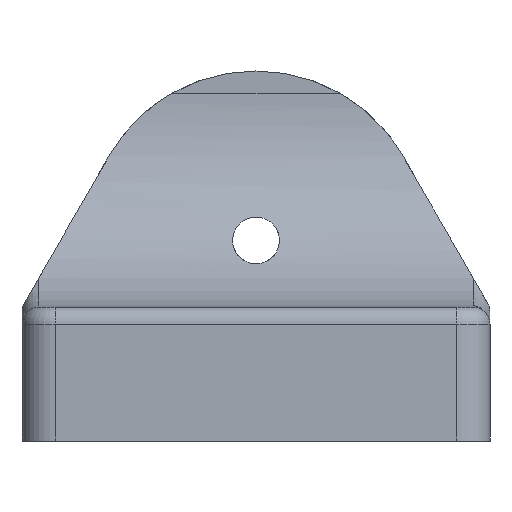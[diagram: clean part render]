
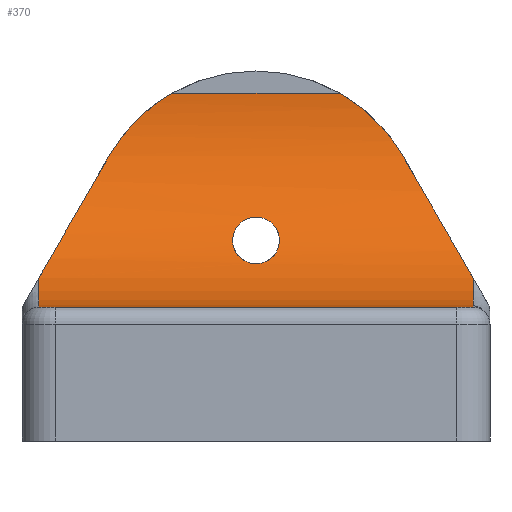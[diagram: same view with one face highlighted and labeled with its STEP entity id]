
A CAD part, front view. The second image highlights one B-rep face of the part: STEP entity #370.
In plain terms, the highlighted cylindrical face has radius 3.2 mm (diameter 6.4 mm), a partial arc.
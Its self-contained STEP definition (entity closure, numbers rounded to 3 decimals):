
#4 = CARTESIAN_POINT ( 'NONE',  ( 5.831, 897.799, 2.845 ) ) ;
#7 = EDGE_LOOP ( 'NONE', ( #898, #9, #706, #1020, #587, #338, #1167, #597 ) ) ;
#9 = ORIENTED_EDGE ( 'NONE', *, *, #89, .T. ) ;
#12 = CARTESIAN_POINT ( 'NONE',  ( 9.042, 898.055, 3.294 ) ) ;
#16 = CARTESIAN_POINT ( 'NONE',  ( 8.647, 898.054, 3.293 ) ) ;
#32 = CARTESIAN_POINT ( 'NONE',  ( 7.585, 898.684, 5.2 ) ) ;
#55 = CARTESIAN_POINT ( 'NONE',  ( 7.585, 898.684, 5.2 ) ) ;
#58 = CARTESIAN_POINT ( 'NONE',  ( 8.787, 897.417, 2.65 ) ) ;
#63 = EDGE_CURVE ( 'NONE', #606, #234, #620, .T. ) ;
#73 = AXIS2_PLACEMENT_3D ( 'NONE', #900, #1075, #1169 ) ;
#89 = EDGE_CURVE ( 'NONE', #664, #924, #864, .T. ) ;
#90 = CARTESIAN_POINT ( 'NONE',  ( 12.095, 897.094, 2.435 ) ) ;
#95 = CARTESIAN_POINT ( 'NONE',  ( 5.595, 897.094, 2.435 ) ) ;
#102 = AXIS2_PLACEMENT_3D ( 'NONE', #808, #636, #278 ) ;
#106 = CARTESIAN_POINT ( 'NONE',  ( 8.495, 897.808, 3. ) ) ;
#109 = EDGE_CURVE ( 'NONE', #191, #320, #846, .T. ) ;
#143 = CARTESIAN_POINT ( 'NONE',  ( 6.647, 898.544, 4.264 ) ) ;
#153 = VECTOR ( 'NONE', #179, 1000. ) ;
#179 = DIRECTION ( 'NONE',  ( 1., 0., 0. ) ) ;
#191 = VERTEX_POINT ( 'NONE', #371 ) ;
#209 = CARTESIAN_POINT ( 'NONE',  ( 6.647, 898.544, 4.264 ) ) ;
#211 = CARTESIAN_POINT ( 'NONE',  ( 8.609, 898.032, 3.263 ) ) ;
#228 = CARTESIAN_POINT ( 'NONE',  ( 10.796, 898.638, 4.633 ) ) ;
#234 = VERTEX_POINT ( 'NONE', #639 ) ;
#238 = EDGE_CURVE ( 'NONE', #191, #924, #1153, .T. ) ;
#240 = CARTESIAN_POINT ( 'NONE',  ( 11.042, 898.544, 4.264 ) ) ;
#243 = CARTESIAN_POINT ( 'NONE',  ( 9.083, 897.531, 2.74 ) ) ;
#245 = CARTESIAN_POINT ( 'NONE',  ( 6.891, 898.637, 4.631 ) ) ;
#257 = CARTESIAN_POINT ( 'NONE',  ( 8.958, 897.438, 2.665 ) ) ;
#278 = DIRECTION ( 'NONE',  ( 0., 1., 0. ) ) ;
#287 = CARTESIAN_POINT ( 'NONE',  ( 6.199, 898.306, 3.484 ) ) ;
#294 = VERTEX_POINT ( 'NONE', #746 ) ;
#300 =( BOUNDED_CURVE ( )  B_SPLINE_CURVE ( 3, ( #95, #4, #287, #209 ),
 .UNSPECIFIED., .F., .T. ) 
 B_SPLINE_CURVE_WITH_KNOTS ( ( 4, 4 ),
 ( 3.669, 4.416 ),
 .UNSPECIFIED. ) 
 CURVE ( )  GEOMETRIC_REPRESENTATION_ITEM ( )  RATIONAL_B_SPLINE_CURVE ( ( 1., 0.954, 0.954, 1. ) ) 
 REPRESENTATION_ITEM ( '' )  );
#320 = VERTEX_POINT ( 'NONE', #90 ) ;
#323 = EDGE_CURVE ( 'NONE', #664, #870, #300, .T. ) ;
#336 = CARTESIAN_POINT ( 'NONE',  ( 11.491, 898.306, 3.484 ) ) ;
#338 = ORIENTED_EDGE ( 'NONE', *, *, #383, .F. ) ;
#349 = CARTESIAN_POINT ( 'NONE',  ( 9.195, 897.808, 3. ) ) ;
#365 = CARTESIAN_POINT ( 'NONE',  ( 5.595, 897.094, 2.435 ) ) ;
#370 = ADVANCED_FACE ( 'NONE', ( #726, #470 ), #494, .F. ) ;
#371 = CARTESIAN_POINT ( 'NONE',  ( 12.095, 895.484, 2. ) ) ;
#383 = EDGE_CURVE ( 'NONE', #294, #1141, #1128, .T. ) ;
#391 = CARTESIAN_POINT ( 'NONE',  ( 9.169, 897.951, 3.159 ) ) ;
#396 = CARTESIAN_POINT ( 'NONE',  ( 6.647, 898.544, 4.264 ) ) ;
#407 = LINE ( 'NONE', #533, #153 ) ;
#423 = CARTESIAN_POINT ( 'NONE',  ( 12.095, 897.094, 2.435 ) ) ;
#470 = FACE_BOUND ( 'NONE', #541, .T. ) ;
#478 = CARTESIAN_POINT ( 'NONE',  ( 9.195, 897.808, 3. ) ) ;
#480 = CARTESIAN_POINT ( 'NONE',  ( 10.932, 898.602, 4.454 ) ) ;
#481 = B_SPLINE_CURVE_WITH_KNOTS ( 'NONE', 3,
 ( #143, #598, #245, #613, #885, #55 ),
 .UNSPECIFIED., .F., .F.,
 ( 4, 2, 4 ),
 ( 0., 0.001, 0.001 ),
 .UNSPECIFIED. ) ;
#494 = CYLINDRICAL_SURFACE ( 'NONE', #572, 3.2 ) ;
#498 = VERTEX_POINT ( 'NONE', #32 ) ;
#515 = CARTESIAN_POINT ( 'NONE',  ( 8.495, 897.73, 2.917 ) ) ;
#533 = CARTESIAN_POINT ( 'NONE',  ( 12.345, 898.684, 5.2 ) ) ;
#541 = EDGE_LOOP ( 'NONE', ( #867, #1195 ) ) ;
#567 = CARTESIAN_POINT ( 'NONE',  ( 8.897, 898.095, 3.35 ) ) ;
#572 = AXIS2_PLACEMENT_3D ( 'NONE', #858, #961, #865 ) ;
#578 = EDGE_CURVE ( 'NONE', #870, #498, #481, .T. ) ;
#587 = ORIENTED_EDGE ( 'NONE', *, *, #608, .F. ) ;
#597 = ORIENTED_EDGE ( 'NONE', *, *, #578, .F. ) ;
#598 = CARTESIAN_POINT ( 'NONE',  ( 6.757, 898.603, 4.455 ) ) ;
#606 = VERTEX_POINT ( 'NONE', #349 ) ;
#608 = EDGE_CURVE ( 'NONE', #1141, #320, #1146, .T. ) ;
#609 = CARTESIAN_POINT ( 'NONE',  ( 5.595, 895.484, 2. ) ) ;
#613 = CARTESIAN_POINT ( 'NONE',  ( 7.208, 898.678, 4.949 ) ) ;
#616 = CARTESIAN_POINT ( 'NONE',  ( 8.523, 897.645, 2.838 ) ) ;
#620 = B_SPLINE_CURVE_WITH_KNOTS ( 'NONE', 3,
 ( #1176, #987, #698, #243, #1071, #257, #795, #58, #993, #985, #884, #616, #515, #977 ),
 .UNSPECIFIED., .F., .F.,
 ( 4, 2, 2, 2, 2, 2, 4 ),
 ( 0., 0.001, 0.001, 0.001, 0.001, 0.001, 0.002 ),
 .UNSPECIFIED. ) ;
#636 = DIRECTION ( 'NONE',  ( 1., 0., 0. ) ) ;
#639 = CARTESIAN_POINT ( 'NONE',  ( 8.495, 897.808, 3. ) ) ;
#664 = VERTEX_POINT ( 'NONE', #365 ) ;
#698 = CARTESIAN_POINT ( 'NONE',  ( 9.167, 897.646, 2.838 ) ) ;
#706 = ORIENTED_EDGE ( 'NONE', *, *, #238, .F. ) ;
#707 = EDGE_CURVE ( 'NONE', #498, #294, #407, .T. ) ;
#726 = FACE_OUTER_BOUND ( 'NONE', #7, .T. ) ;
#742 = VECTOR ( 'NONE', #1109, 1000. ) ;
#746 = CARTESIAN_POINT ( 'NONE',  ( 10.104, 898.684, 5.2 ) ) ;
#751 = CARTESIAN_POINT ( 'NONE',  ( 8.95, 898.086, 3.338 ) ) ;
#755 = CARTESIAN_POINT ( 'NONE',  ( 8.738, 898.086, 3.337 ) ) ;
#761 = CARTESIAN_POINT ( 'NONE',  ( 10.301, 898.684, 5.087 ) ) ;
#774 = CARTESIAN_POINT ( 'NONE',  ( 10.104, 898.684, 5.2 ) ) ;
#795 = CARTESIAN_POINT ( 'NONE',  ( 8.902, 897.417, 2.65 ) ) ;
#808 = CARTESIAN_POINT ( 'NONE',  ( 12.095, 895.484, 5.2 ) ) ;
#822 = B_SPLINE_CURVE_WITH_KNOTS ( 'NONE', 3,
 ( #106, #1126, #1121, #211, #16, #755, #942, #567, #751, #12, #845, #391, #1031, #478 ),
 .UNSPECIFIED., .F., .F.,
 ( 4, 2, 2, 2, 2, 2, 4 ),
 ( 0.002, 0.002, 0.002, 0.002, 0.003, 0.003, 0.003 ),
 .UNSPECIFIED. ) ;
#845 = CARTESIAN_POINT ( 'NONE',  ( 9.08, 898.032, 3.263 ) ) ;
#846 = CIRCLE ( 'NONE', #102, 3.2 ) ;
#858 = CARTESIAN_POINT ( 'NONE',  ( 0., 895.484, 5.2 ) ) ;
#864 = CIRCLE ( 'NONE', #73, 3.2 ) ;
#865 = DIRECTION ( 'NONE',  ( 0., 1., 0. ) ) ;
#867 = ORIENTED_EDGE ( 'NONE', *, *, #868, .T. ) ;
#868 = EDGE_CURVE ( 'NONE', #234, #606, #822, .T. ) ;
#869 = CARTESIAN_POINT ( 'NONE',  ( 11.042, 898.544, 4.264 ) ) ;
#870 = VERTEX_POINT ( 'NONE', #396 ) ;
#884 = CARTESIAN_POINT ( 'NONE',  ( 8.606, 897.531, 2.74 ) ) ;
#885 = CARTESIAN_POINT ( 'NONE',  ( 7.388, 898.684, 5.087 ) ) ;
#898 = ORIENTED_EDGE ( 'NONE', *, *, #323, .F. ) ;
#900 = CARTESIAN_POINT ( 'NONE',  ( 5.595, 895.484, 5.2 ) ) ;
#924 = VERTEX_POINT ( 'NONE', #609 ) ;
#942 = CARTESIAN_POINT ( 'NONE',  ( 8.791, 898.095, 3.35 ) ) ;
#946 = CARTESIAN_POINT ( 'NONE',  ( 11.042, 898.544, 4.264 ) ) ;
#961 = DIRECTION ( 'NONE',  ( 1., 0., 0. ) ) ;
#971 = CARTESIAN_POINT ( 'NONE',  ( 11.859, 897.799, 2.845 ) ) ;
#977 = CARTESIAN_POINT ( 'NONE',  ( 8.495, 897.808, 3. ) ) ;
#985 = CARTESIAN_POINT ( 'NONE',  ( 8.642, 897.495, 2.71 ) ) ;
#987 = CARTESIAN_POINT ( 'NONE',  ( 9.195, 897.73, 2.917 ) ) ;
#993 = CARTESIAN_POINT ( 'NONE',  ( 8.731, 897.438, 2.665 ) ) ;
#1020 = ORIENTED_EDGE ( 'NONE', *, *, #109, .T. ) ;
#1031 = CARTESIAN_POINT ( 'NONE',  ( 9.195, 897.88, 3.076 ) ) ;
#1050 = CARTESIAN_POINT ( 'NONE',  ( 10.479, 898.679, 4.951 ) ) ;
#1071 = CARTESIAN_POINT ( 'NONE',  ( 9.047, 897.495, 2.71 ) ) ;
#1075 = DIRECTION ( 'NONE',  ( -1., 0., 0. ) ) ;
#1109 = DIRECTION ( 'NONE',  ( -1., 0., 0. ) ) ;
#1121 = CARTESIAN_POINT ( 'NONE',  ( 8.519, 897.95, 3.158 ) ) ;
#1126 = CARTESIAN_POINT ( 'NONE',  ( 8.495, 897.88, 3.076 ) ) ;
#1128 = B_SPLINE_CURVE_WITH_KNOTS ( 'NONE', 3,
 ( #774, #761, #1050, #228, #480, #869 ),
 .UNSPECIFIED., .F., .F.,
 ( 4, 2, 4 ),
 ( 0., 0.001, 0.001 ),
 .UNSPECIFIED. ) ;
#1141 = VERTEX_POINT ( 'NONE', #946 ) ;
#1146 =( BOUNDED_CURVE ( )  B_SPLINE_CURVE ( 3, ( #240, #336, #971, #423 ),
 .UNSPECIFIED., .F., .F. ) 
 B_SPLINE_CURVE_WITH_KNOTS ( ( 4, 4 ),
 ( 5.009, 5.756 ),
 .UNSPECIFIED. ) 
 CURVE ( )  GEOMETRIC_REPRESENTATION_ITEM ( )  RATIONAL_B_SPLINE_CURVE ( ( 1., 0.954, 0.954, 1. ) ) 
 REPRESENTATION_ITEM ( '' )  );
#1153 = LINE ( 'NONE', #1200, #742 ) ;
#1167 = ORIENTED_EDGE ( 'NONE', *, *, #707, .F. ) ;
#1169 = DIRECTION ( 'NONE',  ( 0., -1., 0. ) ) ;
#1176 = CARTESIAN_POINT ( 'NONE',  ( 9.195, 897.808, 3. ) ) ;
#1195 = ORIENTED_EDGE ( 'NONE', *, *, #63, .T. ) ;
#1200 = CARTESIAN_POINT ( 'NONE',  ( 5.345, 895.484, 2. ) ) ;
